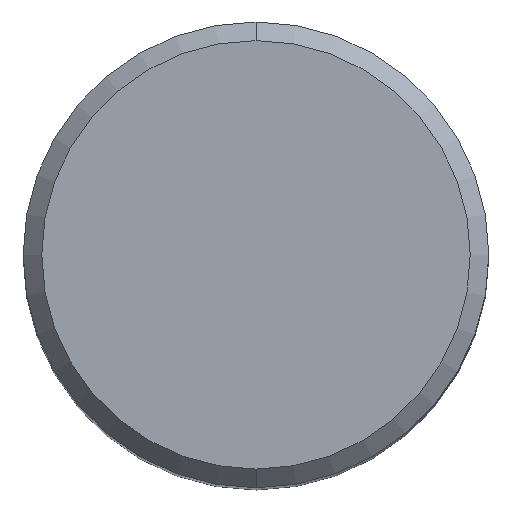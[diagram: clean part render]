
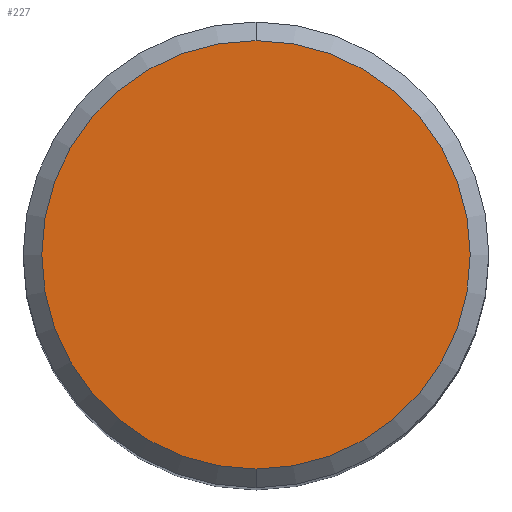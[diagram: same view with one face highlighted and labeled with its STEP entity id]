
A CAD part, top view. The second image highlights one B-rep face of the part: STEP entity #227.
In plain terms, the highlighted planar face has unit normal (0, 0, 1).
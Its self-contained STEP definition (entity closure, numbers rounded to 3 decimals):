
#169=EDGE_CURVE('',#201,#391,#460,.T.);
#201=VERTEX_POINT('',#495);
#227=ADVANCED_FACE('',(#525),#526,.T.);
#291=EDGE_CURVE('',#391,#201,#597,.T.);
#391=VERTEX_POINT('',#706);
#460=CIRCLE('',#772,11.5);
#495=CARTESIAN_POINT('',(0.,-11.5,70.103));
#525=FACE_OUTER_BOUND('',#911,.T.);
#526=PLANE('',#912);
#597=CIRCLE('',#1057,11.5);
#706=CARTESIAN_POINT('',(0.0,11.5,70.103));
#772=AXIS2_PLACEMENT_3D('',#1413,#1414,#1415);
#911=EDGE_LOOP('',(#1483,#1484));
#912=AXIS2_PLACEMENT_3D('',#1485,#1486,#1487);
#1057=AXIS2_PLACEMENT_3D('',#1576,#1577,#1578);
#1413=CARTESIAN_POINT('',(0.0,0.0,70.103));
#1414=DIRECTION('',(0.0,0.0,-1.0));
#1415=DIRECTION('',(0.0,1.0,0.0));
#1483=ORIENTED_EDGE('',*,*,#291,.F.);
#1484=ORIENTED_EDGE('',*,*,#169,.F.);
#1485=CARTESIAN_POINT('',(0.0,5.75,70.103));
#1486=DIRECTION('',(-0.0,0.0,1.0));
#1487=DIRECTION('',(0.0,-1.0,0.0));
#1576=CARTESIAN_POINT('',(0.0,0.0,70.103));
#1577=DIRECTION('',(0.0,0.0,-1.0));
#1578=DIRECTION('',(0.0,1.0,0.0));
